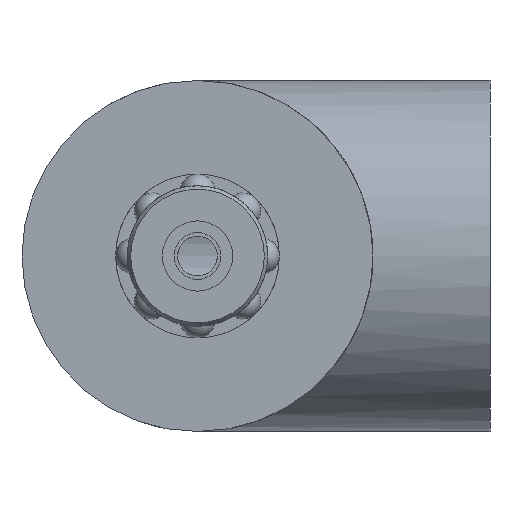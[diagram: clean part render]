
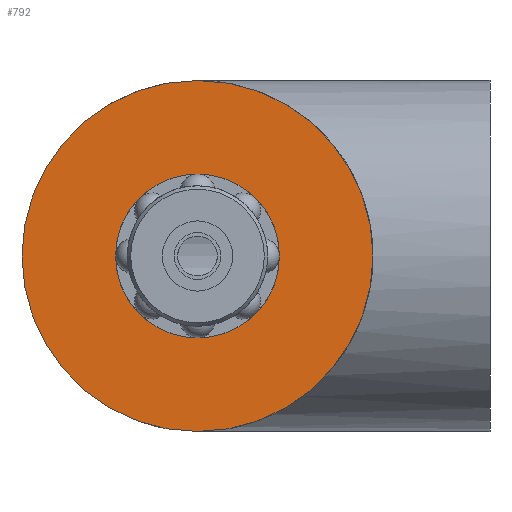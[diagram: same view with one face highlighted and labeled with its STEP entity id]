
A CAD part, left-side view. The second image highlights one B-rep face of the part: STEP entity #792.
In plain terms, the highlighted planar face has unit normal (-1, 0, 0).
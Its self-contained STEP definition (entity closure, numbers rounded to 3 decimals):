
#29=FACE_BOUND('',#112,.T.);
#37=PLANE('',#878);
#58=FACE_OUTER_BOUND('',#111,.T.);
#111=EDGE_LOOP('',(#547));
#112=EDGE_LOOP('',(#548,#549));
#242=CIRCLE('',#879,15.);
#243=CIRCLE('',#880,5.);
#244=CIRCLE('',#881,5.);
#322=VERTEX_POINT('',#1357);
#323=VERTEX_POINT('',#1359);
#324=VERTEX_POINT('',#1360);
#408=EDGE_CURVE('',#322,#322,#242,.T.);
#409=EDGE_CURVE('',#323,#324,#243,.T.);
#410=EDGE_CURVE('',#324,#323,#244,.T.);
#547=ORIENTED_EDGE('',*,*,#408,.T.);
#548=ORIENTED_EDGE('',*,*,#409,.T.);
#549=ORIENTED_EDGE('',*,*,#410,.T.);
#792=ADVANCED_FACE('',(#58,#29),#37,.F.);
#878=AXIS2_PLACEMENT_3D('',#1356,#1038,#1039);
#879=AXIS2_PLACEMENT_3D('',#1358,#1040,#1041);
#880=AXIS2_PLACEMENT_3D('',#1361,#1042,#1043);
#881=AXIS2_PLACEMENT_3D('',#1362,#1044,#1045);
#1038=DIRECTION('center_axis',(1.,0.,0.));
#1039=DIRECTION('ref_axis',(0.,0.,-1.));
#1040=DIRECTION('center_axis',(-1.,0.,0.));
#1041=DIRECTION('ref_axis',(0.,-1.,0.));
#1042=DIRECTION('center_axis',(1.,0.,0.));
#1043=DIRECTION('ref_axis',(0.,-1.,0.));
#1044=DIRECTION('center_axis',(1.,0.,0.));
#1045=DIRECTION('ref_axis',(0.,-1.,0.));
#1356=CARTESIAN_POINT('Origin',(-17.,0.,0.));
#1357=CARTESIAN_POINT('',(-17.,15.,0.));
#1358=CARTESIAN_POINT('Origin',(-17.,0.,0.));
#1359=CARTESIAN_POINT('',(-17.,-5.,0.));
#1360=CARTESIAN_POINT('',(-17.,5.,0.));
#1361=CARTESIAN_POINT('Origin',(-17.,0.,0.));
#1362=CARTESIAN_POINT('Origin',(-17.,0.,0.));
